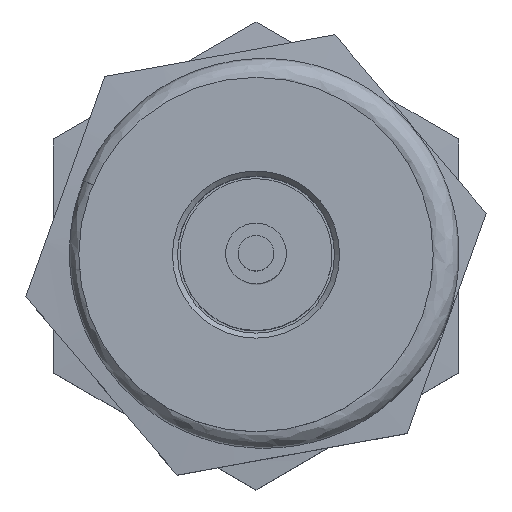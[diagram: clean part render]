
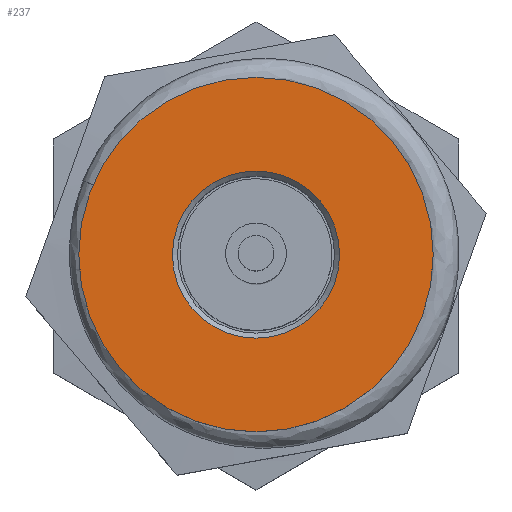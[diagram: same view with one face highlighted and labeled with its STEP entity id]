
A CAD part, top view. The second image highlights one B-rep face of the part: STEP entity #237.
In plain terms, the highlighted planar face has unit normal (0, 0, 1).
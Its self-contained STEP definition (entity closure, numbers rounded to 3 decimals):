
#237 = ADVANCED_FACE( '', ( #589, #590 ), #591, .F. );
#589 = FACE_BOUND( '', #1099, .T. );
#590 = FACE_OUTER_BOUND( '', #1100, .T. );
#591 = PLANE( '', #1101 );
#1099 = EDGE_LOOP( '', ( #6654 ) );
#1100 = EDGE_LOOP( '', ( #6655 ) );
#1101 = AXIS2_PLACEMENT_3D( '', #6656, #6657, #6658 );
#6654 = ORIENTED_EDGE( '', *, *, #7725, .T. );
#6655 = ORIENTED_EDGE( '', *, *, #7726, .F. );
#6656 = CARTESIAN_POINT( '', ( 0., 0., 10.25 ) );
#6657 = DIRECTION( '', ( 0., 0., -1. ) );
#6658 = DIRECTION( '', ( -1., 0., 0. ) );
#7725 = EDGE_CURVE( '', #8226, #8226, #8227, .T. );
#7726 = EDGE_CURVE( '', #8228, #8228, #8229, .T. );
#8226 = VERTEX_POINT( '', #8913 );
#8227 = CIRCLE( '', #8914, 1.65 );
#8228 = VERTEX_POINT( '', #8915 );
#8229 = CIRCLE( '', #8916, 3.5 );
#8913 = CARTESIAN_POINT( '', ( -1.65, 0., 10.25 ) );
#8914 = AXIS2_PLACEMENT_3D( '', #17084, #17085, #17086 );
#8915 = CARTESIAN_POINT( '', ( 0., 3.5, 10.25 ) );
#8916 = AXIS2_PLACEMENT_3D( '', #17087, #17088, #17089 );
#17084 = CARTESIAN_POINT( '', ( 0., 0., 10.25 ) );
#17085 = DIRECTION( '', ( 0., 0., -1. ) );
#17086 = DIRECTION( '', ( -1., 0., 0. ) );
#17087 = CARTESIAN_POINT( '', ( 0., 0., 10.25 ) );
#17088 = DIRECTION( '', ( 0., 0., -1. ) );
#17089 = DIRECTION( '', ( 0., 1., 0. ) );
